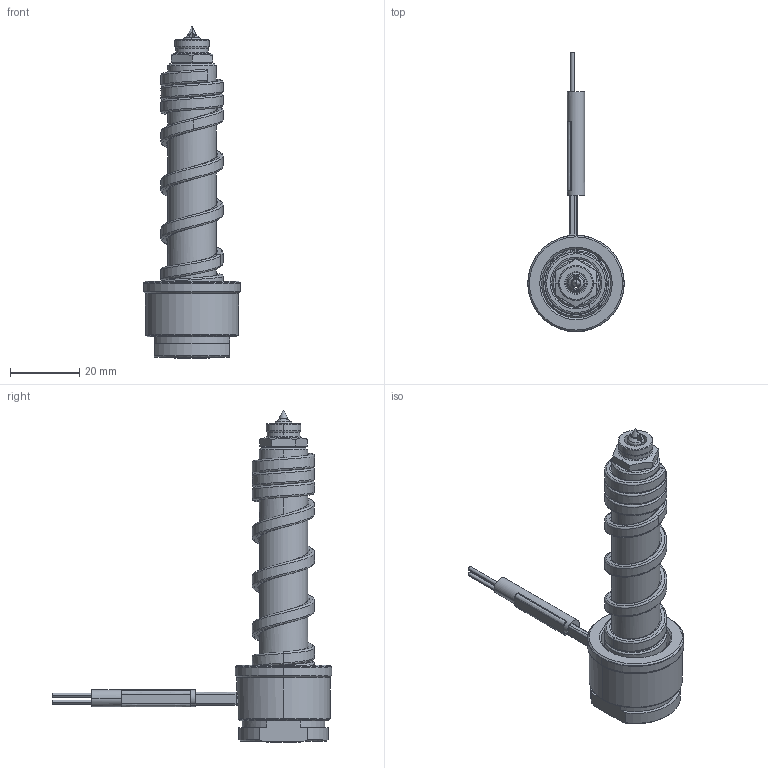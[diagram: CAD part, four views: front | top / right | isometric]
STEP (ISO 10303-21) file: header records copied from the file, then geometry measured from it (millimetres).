
FILE_DESCRIPTION((''),'2;1');
FILE_NAME('ML-96-BKS-N','2014-02-12T',('Íàòàëüÿ'),('IMID'),'PRO/ENGINEER BY PARAMETRIC TECHNOLOGY CORPORATION, 2010480','PRO/ENGINEER BY PARAMETRIC TECHNOLOGY CORPORATION, 2010480','');
FILE_SCHEMA(('CONFIG_CONTROL_DESIGN'));
Length unit declared in the file: millimetre
Products named in the file (1): ML-96-BKS-N
Bounding box: 28 x 81 x 96.2 mm (x, y, z)
Volume: 22331.9 mm3; surface area: 15098.7 mm2
Topology: 1 solids, 9 shells, 332 faces, 885 edges, 529 vertices
Faces by surface type: cylinder 104, cone 62, plane 58, bspline 56, torus 34, revolution 9, extrusion 7, sphere 2
Entity records: 18332 total; most frequent: CARTESIAN_POINT 10409, ORIENTED_EDGE 1738, DIRECTION 1534, EDGE_CURVE 881, AXIS2_PLACEMENT_3D 616, VERTEX_POINT 529, EDGE_LOOP 358, CIRCLE 355
